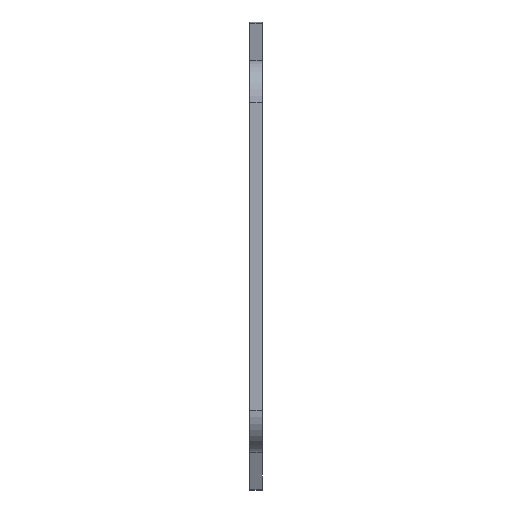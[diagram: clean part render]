
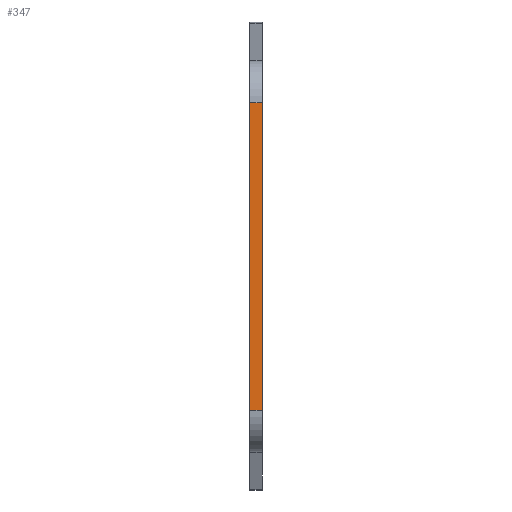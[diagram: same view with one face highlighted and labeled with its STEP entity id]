
A CAD part, left-side view. The second image highlights one B-rep face of the part: STEP entity #347.
In plain terms, the highlighted planar face has unit normal (-1, 0, 0).
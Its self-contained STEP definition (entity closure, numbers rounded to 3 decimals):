
#175 = VERTEX_POINT ( 'NONE', #1919 ) ;
#212 = DIRECTION ( 'NONE',  ( 0., 0., 1. ) ) ;
#223 = LINE ( 'NONE', #973, #1137 ) ;
#347 = ADVANCED_FACE ( 'NONE', ( #610 ), #1374, .T. ) ;
#390 = CARTESIAN_POINT ( 'NONE',  ( -89., -3., 31.091 ) ) ;
#484 = VERTEX_POINT ( 'NONE', #390 ) ;
#543 = DIRECTION ( 'NONE',  ( 0., 1., 0. ) ) ;
#593 = CARTESIAN_POINT ( 'NONE',  ( -89., -3., 40. ) ) ;
#610 = FACE_OUTER_BOUND ( 'NONE', #1087, .T. ) ;
#633 = AXIS2_PLACEMENT_3D ( 'NONE', #593, #1985, #1230 ) ;
#641 = LINE ( 'NONE', #1150, #1981 ) ;
#682 = EDGE_CURVE ( 'NONE', #484, #1274, #1914, .T. ) ;
#687 = CARTESIAN_POINT ( 'NONE',  ( -89., -3., 31.091 ) ) ;
#734 = DIRECTION ( 'NONE',  ( 0., 0., 1. ) ) ;
#779 = ORIENTED_EDGE ( 'NONE', *, *, #940, .T. ) ;
#788 = ORIENTED_EDGE ( 'NONE', *, *, #1017, .T. ) ;
#940 = EDGE_CURVE ( 'NONE', #175, #484, #1390, .T. ) ;
#973 = CARTESIAN_POINT ( 'NONE',  ( -89., -3., -41.061 ) ) ;
#993 = CARTESIAN_POINT ( 'NONE',  ( -89., 0., 31.091 ) ) ;
#1017 = EDGE_CURVE ( 'NONE', #1378, #175, #223, .T. ) ;
#1040 = CARTESIAN_POINT ( 'NONE',  ( -89., 0., -41.061 ) ) ;
#1087 = EDGE_LOOP ( 'NONE', ( #1095, #788, #779, #1791 ) ) ;
#1095 = ORIENTED_EDGE ( 'NONE', *, *, #1287, .F. ) ;
#1137 = VECTOR ( 'NONE', #1607, 1000. ) ;
#1150 = CARTESIAN_POINT ( 'NONE',  ( -89., 0., 40. ) ) ;
#1230 = DIRECTION ( 'NONE',  ( 0., 0., 1. ) ) ;
#1274 = VERTEX_POINT ( 'NONE', #993 ) ;
#1287 = EDGE_CURVE ( 'NONE', #1378, #1274, #641, .T. ) ;
#1374 = PLANE ( 'NONE',  #633 ) ;
#1378 = VERTEX_POINT ( 'NONE', #1040 ) ;
#1390 = LINE ( 'NONE', #2003, #1822 ) ;
#1487 = VECTOR ( 'NONE', #543, 1000. ) ;
#1607 = DIRECTION ( 'NONE',  ( 0., -1., 0. ) ) ;
#1791 = ORIENTED_EDGE ( 'NONE', *, *, #682, .T. ) ;
#1822 = VECTOR ( 'NONE', #734, 1000. ) ;
#1914 = LINE ( 'NONE', #687, #1487 ) ;
#1919 = CARTESIAN_POINT ( 'NONE',  ( -89., -3., -41.061 ) ) ;
#1981 = VECTOR ( 'NONE', #212, 1000. ) ;
#1985 = DIRECTION ( 'NONE',  ( -1., 0., 0. ) ) ;
#2003 = CARTESIAN_POINT ( 'NONE',  ( -89., -3., 40. ) ) ;
